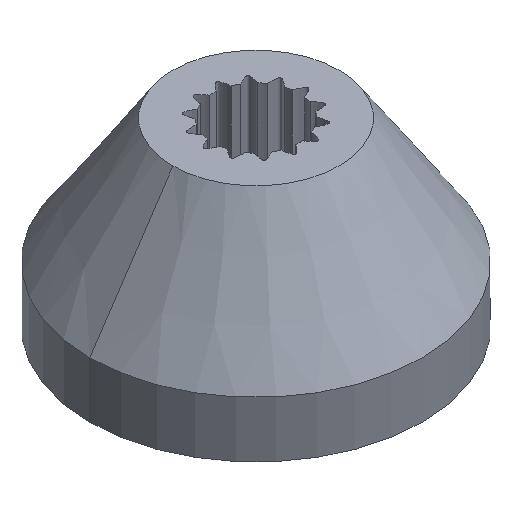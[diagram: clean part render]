
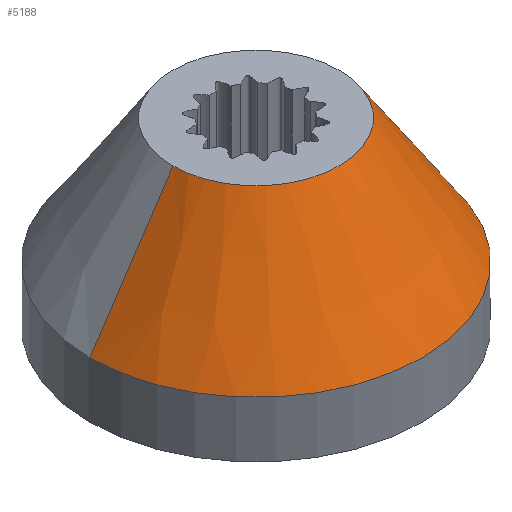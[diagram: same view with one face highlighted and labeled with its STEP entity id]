
A CAD part, isometric view. The second image highlights one B-rep face of the part: STEP entity #5188.
In plain terms, the highlighted conical face has half-angle 33.69 degrees and reference radius 6.35 mm.
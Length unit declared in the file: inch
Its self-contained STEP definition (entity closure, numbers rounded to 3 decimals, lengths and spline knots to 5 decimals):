
#290 = ORIENTED_EDGE ( 'NONE', *, *, #9709, .F. ) ;
#956 = DIRECTION ( 'NONE',  ( 0., 0., 1. ) ) ;
#1451 = DIRECTION ( 'NONE',  ( 0., 0., -1. ) ) ;
#1458 = CARTESIAN_POINT ( 'NONE',  ( 0., 0., 0.47167 ) ) ;
#1968 = EDGE_CURVE ( 'NONE', #8051, #2538, #4671, .T. ) ;
#2107 = DIRECTION ( 'NONE',  ( 1., 0., 0. ) ) ;
#2263 = EDGE_LOOP ( 'NONE', ( #4902, #4642, #6070, #290 ) ) ;
#2538 = VERTEX_POINT ( 'NONE', #2589 ) ;
#2589 = CARTESIAN_POINT ( 'NONE',  ( 0.5, 0., 0.09667 ) ) ;
#3796 = AXIS2_PLACEMENT_3D ( 'NONE', #10320, #1451, #2107 ) ;
#4288 = DIRECTION ( 'NONE',  ( 1., 0., 0. ) ) ;
#4522 = CARTESIAN_POINT ( 'NONE',  ( -0.5, 0., 0.09667 ) ) ;
#4642 = ORIENTED_EDGE ( 'NONE', *, *, #10710, .F. ) ;
#4671 = LINE ( 'NONE', #7220, #8615 ) ;
#4809 = DIRECTION ( 'NONE',  ( 0., 0., -1. ) ) ;
#4902 = ORIENTED_EDGE ( 'NONE', *, *, #1968, .F. ) ;
#5188 = ADVANCED_FACE ( 'NONE', ( #8951 ), #10032, .T. ) ;
#5920 = CARTESIAN_POINT ( 'NONE',  ( -0.25, 0., 0.47167 ) ) ;
#6070 = ORIENTED_EDGE ( 'NONE', *, *, #10639, .T. ) ;
#6734 = AXIS2_PLACEMENT_3D ( 'NONE', #6791, #956, #4288 ) ;
#6791 = CARTESIAN_POINT ( 'NONE',  ( 0., 0., 0.47167 ) ) ;
#6904 = DIRECTION ( 'NONE',  ( -0.555, 0., -0.832 ) ) ;
#6907 = CARTESIAN_POINT ( 'NONE',  ( 0.25, 0., 0.47167 ) ) ;
#7112 = CIRCLE ( 'NONE', #3796, 0.5 ) ;
#7209 = VERTEX_POINT ( 'NONE', #9200 ) ;
#7220 = CARTESIAN_POINT ( 'NONE',  ( 0.25, 0., 0.47167 ) ) ;
#7265 = CIRCLE ( 'NONE', #6734, 0.25 ) ;
#7316 = DIRECTION ( 'NONE',  ( -1., 0., 0. ) ) ;
#7589 = AXIS2_PLACEMENT_3D ( 'NONE', #1458, #4809, #7316 ) ;
#8051 = VERTEX_POINT ( 'NONE', #6907 ) ;
#8615 = VECTOR ( 'NONE', #9022, 39.37008 ) ;
#8951 = FACE_OUTER_BOUND ( 'NONE', #2263, .T. ) ;
#9022 = DIRECTION ( 'NONE',  ( 0.555, 0., -0.832 ) ) ;
#9200 = CARTESIAN_POINT ( 'NONE',  ( -0.25, 0., 0.47167 ) ) ;
#9709 = EDGE_CURVE ( 'NONE', #2538, #10334, #7112, .T. ) ;
#10032 = CONICAL_SURFACE ( 'NONE', #7589, 0.25, 0.588 ) ;
#10244 = LINE ( 'NONE', #5920, #10588 ) ;
#10320 = CARTESIAN_POINT ( 'NONE',  ( 0., 0., 0.09667 ) ) ;
#10334 = VERTEX_POINT ( 'NONE', #4522 ) ;
#10588 = VECTOR ( 'NONE', #6904, 39.37008 ) ;
#10639 = EDGE_CURVE ( 'NONE', #7209, #10334, #10244, .T. ) ;
#10710 = EDGE_CURVE ( 'NONE', #7209, #8051, #7265, .T. ) ;
